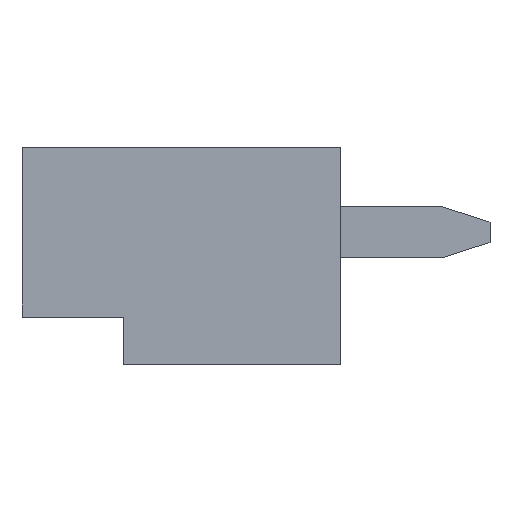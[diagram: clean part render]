
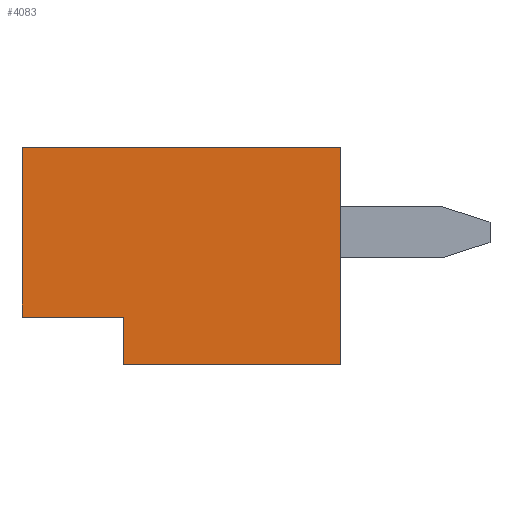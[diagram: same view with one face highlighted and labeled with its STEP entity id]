
A CAD part, left-side view. The second image highlights one B-rep face of the part: STEP entity #4083.
In plain terms, the highlighted planar face has unit normal (-1, 0, 0).
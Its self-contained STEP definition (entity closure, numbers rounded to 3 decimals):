
#265=FACE_OUTER_BOUND('',#487,.T.);
#487=EDGE_LOOP('',(#3599,#3600,#3601,#3602,#3603,#3604));
#927=LINE('',#6202,#1487);
#947=LINE('',#6241,#1507);
#952=LINE('',#6253,#1512);
#957=LINE('',#6263,#1517);
#976=LINE('',#6300,#1536);
#983=LINE('',#6313,#1543);
#1487=VECTOR('',#5107,10.);
#1507=VECTOR('',#5129,10.);
#1512=VECTOR('',#5136,10.);
#1517=VECTOR('',#5143,10.);
#1536=VECTOR('',#5170,10.);
#1543=VECTOR('',#5179,10.);
#1883=VERTEX_POINT('',#6199);
#1884=VERTEX_POINT('',#6201);
#1902=VERTEX_POINT('',#6239);
#1907=VERTEX_POINT('',#6250);
#1908=VERTEX_POINT('',#6252);
#1912=VERTEX_POINT('',#6262);
#2399=EDGE_CURVE('',#1884,#1883,#927,.T.);
#2419=EDGE_CURVE('',#1883,#1902,#947,.T.);
#2424=EDGE_CURVE('',#1908,#1907,#952,.T.);
#2429=EDGE_CURVE('',#1912,#1908,#957,.T.);
#2448=EDGE_CURVE('',#1912,#1902,#976,.T.);
#2455=EDGE_CURVE('',#1884,#1907,#983,.T.);
#3599=ORIENTED_EDGE('',*,*,#2424,.T.);
#3600=ORIENTED_EDGE('',*,*,#2455,.F.);
#3601=ORIENTED_EDGE('',*,*,#2399,.T.);
#3602=ORIENTED_EDGE('',*,*,#2419,.T.);
#3603=ORIENTED_EDGE('',*,*,#2448,.F.);
#3604=ORIENTED_EDGE('',*,*,#2429,.T.);
#3865=PLANE('',#4324);
#4083=ADVANCED_FACE('',(#265),#3865,.T.);
#4324=AXIS2_PLACEMENT_3D('',#6459,#5323,#5324);
#5107=DIRECTION('',(0.,0.,1.));
#5129=DIRECTION('',(0.,1.,0.));
#5136=DIRECTION('',(0.,0.,-1.));
#5143=DIRECTION('',(0.,-1.,0.));
#5170=DIRECTION('',(0.,0.,1.));
#5179=DIRECTION('',(0.,1.,0.));
#5323=DIRECTION('center_axis',(-1.,0.,0.));
#5324=DIRECTION('ref_axis',(0.,0.,1.));
#6199=CARTESIAN_POINT('',(0.,0.,0.));
#6201=CARTESIAN_POINT('',(0.,0.,-3.2));
#6202=CARTESIAN_POINT('',(0.,0.,-3.2));
#6239=CARTESIAN_POINT('',(0.,4.7,0.));
#6241=CARTESIAN_POINT('',(0.,0.,0.));
#6250=CARTESIAN_POINT('',(0.,3.2,-3.2));
#6252=CARTESIAN_POINT('',(0.,3.2,-2.5));
#6253=CARTESIAN_POINT('',(0.,3.2,-2.85));
#6262=CARTESIAN_POINT('',(0.,4.7,-2.5));
#6263=CARTESIAN_POINT('',(0.,2.35,-2.5));
#6300=CARTESIAN_POINT('',(0.,4.7,-3.2));
#6313=CARTESIAN_POINT('',(0.,0.,-3.2));
#6459=CARTESIAN_POINT('Origin',(0.,0.,-3.2));
